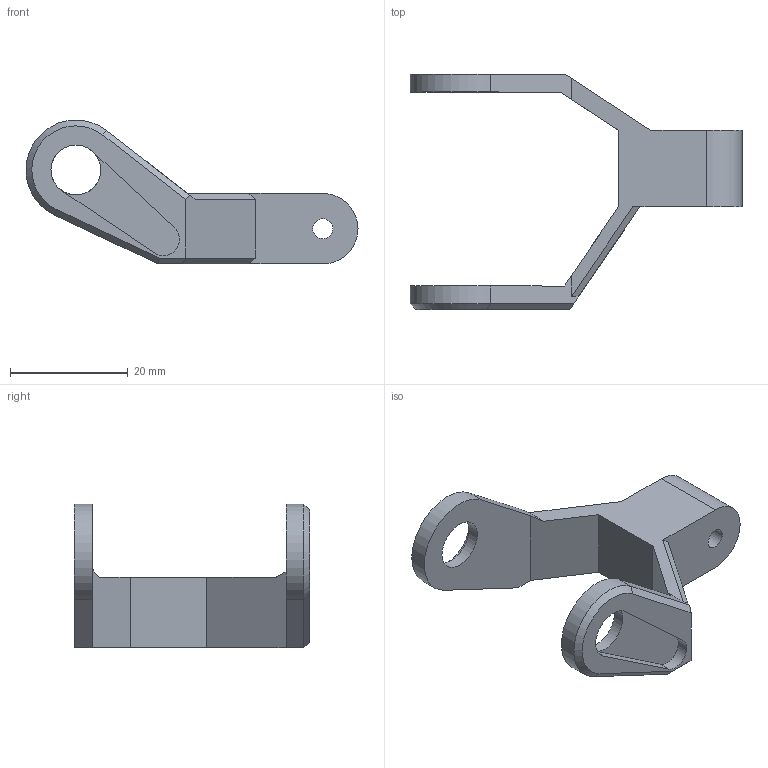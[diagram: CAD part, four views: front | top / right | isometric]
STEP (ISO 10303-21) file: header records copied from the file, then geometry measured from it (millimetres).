
FILE_DESCRIPTION(/* description */ (''),/* implementation_level */ '2;1');
FILE_NAME(/* name */ 'leftLegB.step',/* time_stamp */ '2018-01-21T23:23:07+01:00',/* author */ ('autodesknospam'),/* organization */ (''),/* preprocessor_version */ 'ST-DEVELOPER v16.13',/* originating_system */ 'Autodesk Translation Framework v6.5.0.72',/* authorisation */ '');
FILE_SCHEMA (('AUTOMOTIVE_DESIGN { 1 0 10303 214 3 1 1 }'));
Length unit declared in the file: millimetre
Products named in the file (1): leftLegB
Bounding box: 56.49 x 40 x 24.5 mm (x, y, z)
Volume: 6383.9 mm3; surface area: 4400.8 mm2
Topology: 1 solids, 1 shells, 35 faces, 99 edges, 67 vertices
Faces by surface type: plane 26, cylinder 8, cone 1
Full cylindrical faces by diameter (mm): 3.4 x1, 8.5 x2, 10.5 x1
Entity records: 1195 total; most frequent: CARTESIAN_POINT 202, ORIENTED_EDGE 198, DIRECTION 197, EDGE_CURVE 99, LINE 73, VECTOR 73, VERTEX_POINT 67, AXIS2_PLACEMENT_3D 62
